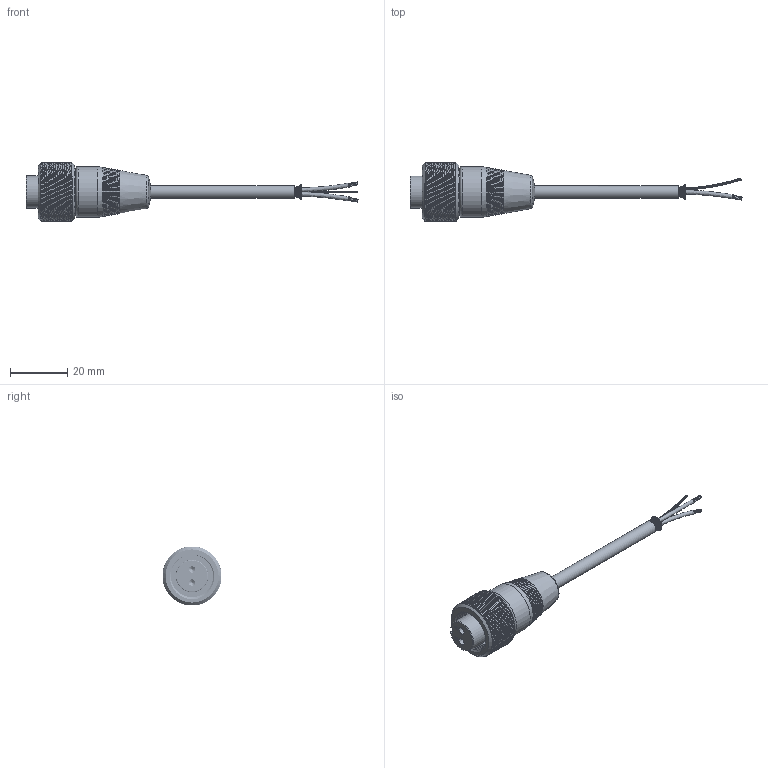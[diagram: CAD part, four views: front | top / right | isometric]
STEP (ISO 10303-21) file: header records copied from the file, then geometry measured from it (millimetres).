
FILE_DESCRIPTION(/* description */ (''),/* implementation_level */ '2;1');
FILE_NAME(/* name */ 'A2S.stp',/* time_stamp */ '2017-04-28T16:16:41-04:00',/* author */ ('aneininger'),/* organization */ (''),/* preprocessor_version */ 'ST-DEVELOPER v16.5',/* originating_system */ 'Autodesk Inventor 2017',/* authorisation */ '');
FILE_SCHEMA (('AUTOMOTIVE_DESIGN { 1 0 10303 214 3 1 1 }'));
Products named in the file (1): A2S
Bounding box: 115.82 x 20.57 x 20.58 mm (x, y, z)
Volume: 9122.4 mm3; surface area: 6646.2 mm2
Topology: 1 solids, 2 shells, 719 faces, 2452 edges, 1513 vertices
Faces by surface type: bspline 402, plane 200, cylinder 79, cone 31, torus 6, sphere 1
Full cylindrical faces by diameter (mm): 0.127 x19, 0.203 x38, 1.413 x2, 2.235 x2, 2.54 x2, 2.89 x1, 3.417 x1, 3.571 x1, 4.496 x1, 12.649 x1, 12.827 x1, 14.605 x1, 15.875 x1, 17.78 x1
Entity records: 48994 total; most frequent: CARTESIAN_POINT 29155, ORIENTED_EDGE 4556, DIRECTION 3723, EDGE_CURVE 2277, AXIS2_PLACEMENT_3D 1813, CIRCLE 1453, VERTEX_POINT 1446, EDGE_LOOP 899
